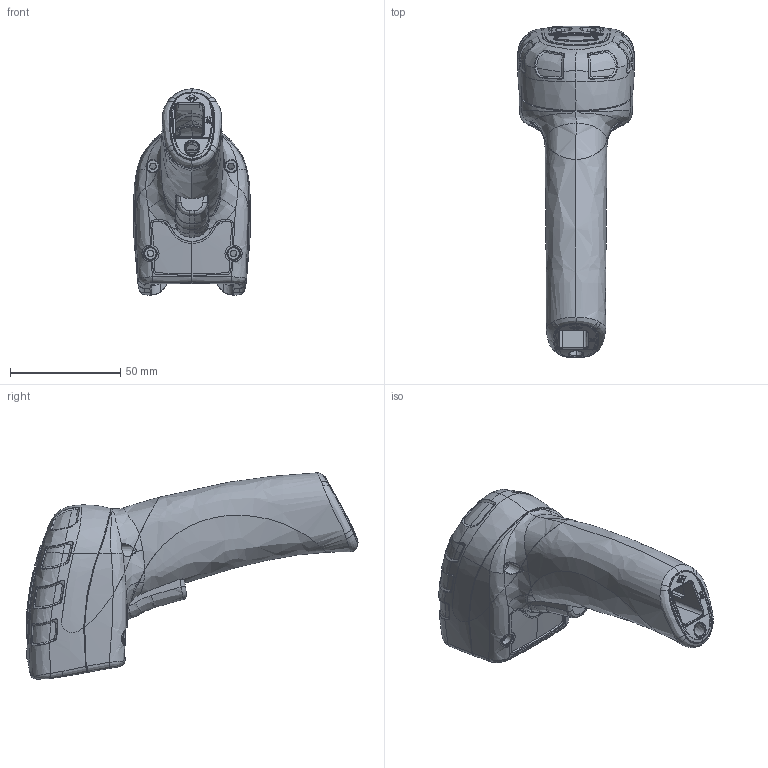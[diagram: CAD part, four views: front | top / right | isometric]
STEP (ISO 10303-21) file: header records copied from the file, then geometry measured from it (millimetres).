
FILE_DESCRIPTION(/* description */ ('DISO X xxx'),/* implementation_level */ '2;1');
FILE_NAME(/* name */ 'CR6000 neutral 2.stp',/* time_stamp */ '2016-04-08T09:18:02+02:00',/* author */ ('lsa'),/* organization */ ('di-soric GmbH & Co. KG'),/* preprocessor_version */ 'ST-DEVELOPER v16.1',/* originating_system */ 'Autodesk Inventor 2016',/* authorisation */ '');
FILE_SCHEMA (('AUTOMOTIVE_DESIGN { 1 0 10303 214 3 1 1 }'));
Products named in the file (1): CR6000 neutral 2
Bounding box: 53.19 x 150.87 x 93.7 mm (x, y, z)
Surface area: 32923.9 mm2 (no closed solid volume)
Topology: 0 solids, 43 shells, 871 faces, 3169 edges, 2301 vertices
Faces by surface type: bspline 588, plane 142, cylinder 128, cone 6, torus 5, sphere 2
Full cylindrical faces by diameter (mm): 3.2 x2, 3.5 x4, 4.8 x4, 5.25 x2, 5.62 x2
Entity records: 87731 total; most frequent: CARTESIAN_POINT 66372, ORIENTED_EDGE 4854, EDGE_CURVE 3127, DIRECTION 2812, VERTEX_POINT 2294, B_SPLINE_CURVE_WITH_KNOTS 1561, AXIS2_PLACEMENT_3D 982, EDGE_LOOP 949
